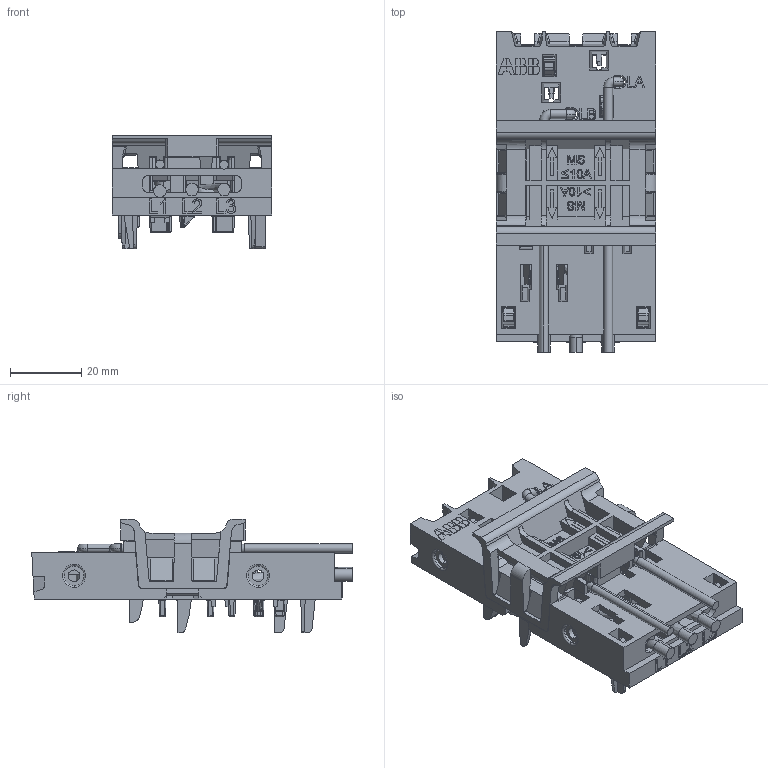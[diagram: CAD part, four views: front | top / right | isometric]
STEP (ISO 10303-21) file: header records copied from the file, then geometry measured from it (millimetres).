
FILE_DESCRIPTION (( 'STEP AP214' ), '1' );
FILE_NAME ('8182500_Adapter ZMS93X.STEP', '2016-04-29T13:19:01', ( '' ), ( '' ), 'SwSTEP 2.0', 'SolidWorks 2015', '' );
FILE_SCHEMA (( 'AUTOMOTIVE_DESIGN' ));
Length unit declared in the file: millimetre
Products named in the file (1): 8182500_Adapter ZMS93X
Bounding box: 44.8 x 89.86 x 31.9 mm (x, y, z)
Volume: 29550.5 mm3; surface area: 39496.8 mm2
Topology: 8 solids, 8 shells, 4247 faces, 11226 edges, 7094 vertices
Faces by surface type: plane 2154, cylinder 977, bspline 896, sphere 104, torus 83, cone 33
Entity records: 210724 total; most frequent: CARTESIAN_POINT 67811, ORIENTED_EDGE 22356, DIRECTION 16643, EDGE_CURVE 11178, VECTOR 7143, LINE 7143, VERTEX_POINT 7094, AXIS2_PLACEMENT_3D 4750
